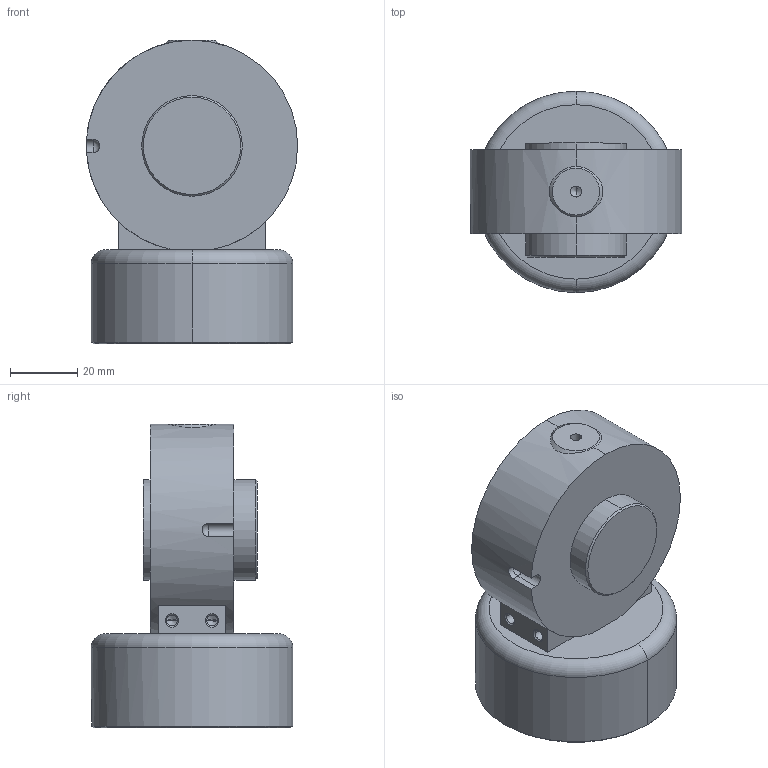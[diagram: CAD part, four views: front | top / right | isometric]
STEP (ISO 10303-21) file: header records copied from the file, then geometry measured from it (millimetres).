
FILE_DESCRIPTION((''),'2;1');
FILE_NAME('C4_ARM5','2014-08-26T',('Vinson'),(''),'PRO/ENGINEER BY PARAMETRIC TECHNOLOGY CORPORATION, 2010480','PRO/ENGINEER BY PARAMETRIC TECHNOLOGY CORPORATION, 2010480','');
FILE_SCHEMA(('AUTOMOTIVE_DESIGN_CC2 { 1 2 10303 214 -1 1 5 2 }'));
Length unit declared in the file: millimetre
Products named in the file (1): C4_ARM5
Bounding box: 63 x 60 x 90.5 mm (x, y, z)
Volume: 164003.5 mm3; surface area: 21898.6 mm2
Topology: 1 solids, 1 shells, 74 faces, 180 edges, 111 vertices
Faces by surface type: cylinder 28, plane 22, cone 21, torus 2, sphere 1
Entity records: 2246 total; most frequent: CARTESIAN_POINT 436, DIRECTION 392, ORIENTED_EDGE 346, EDGE_CURVE 173, AXIS2_PLACEMENT_3D 157, VERTEX_POINT 111, EDGE_LOOP 84, CIRCLE 83
